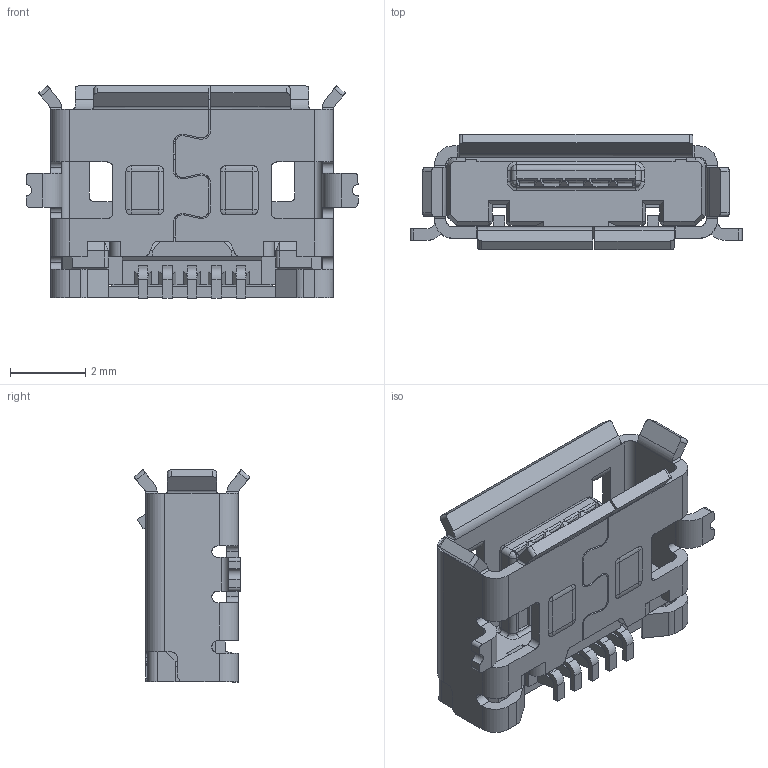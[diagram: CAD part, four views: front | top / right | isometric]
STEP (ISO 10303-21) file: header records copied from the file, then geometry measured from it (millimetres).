
FILE_DESCRIPTION (( 'STEP AP214' ), '1' );
FILE_NAME ('User Library-10104111.STEP', '2016-12-21T07:15:29', ( 'Windows User' ), ( '' ), 'SwSTEP 2.0', 'SolidWorks 2017', '' );
FILE_SCHEMA (( 'AUTOMOTIVE_DESIGN' ));
Length unit declared in the file: millimetre
Products named in the file (1): User Library-10104111
Bounding box: 8.8 x 3.07 x 5.63 mm (x, y, z)
Volume: 44.3 mm3; surface area: 284.1 mm2
Topology: 6 solids, 6 shells, 793 faces, 2207 edges, 1416 vertices
Faces by surface type: plane 520, cylinder 233, bspline 24, cone 16
Entity records: 34809 total; most frequent: CARTESIAN_POINT 7242, ORIENTED_EDGE 4402, DIRECTION 3293, EDGE_CURVE 2201, LINE 1431, VECTOR 1431, VERTEX_POINT 1416, AXIS2_PLACEMENT_3D 931
